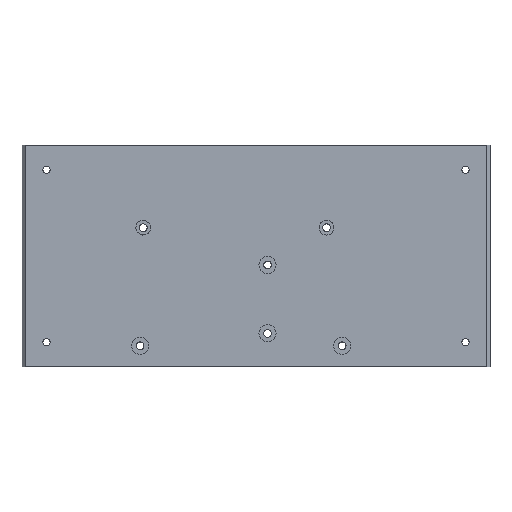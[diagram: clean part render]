
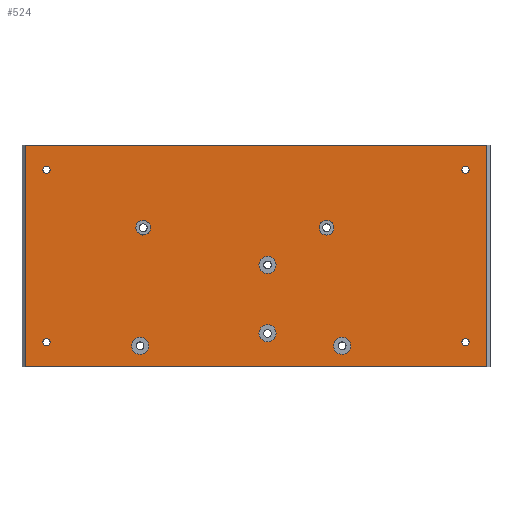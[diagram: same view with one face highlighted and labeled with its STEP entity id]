
A CAD part, top view. The second image highlights one B-rep face of the part: STEP entity #524.
In plain terms, the highlighted face is planar.
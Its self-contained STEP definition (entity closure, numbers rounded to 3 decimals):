
#20=FACE_BOUND('',#95,.T.);
#21=FACE_BOUND('',#96,.T.);
#22=FACE_BOUND('',#97,.T.);
#23=FACE_BOUND('',#98,.T.);
#24=FACE_BOUND('',#99,.T.);
#25=FACE_BOUND('',#100,.T.);
#26=FACE_BOUND('',#101,.T.);
#27=FACE_BOUND('',#102,.T.);
#28=FACE_BOUND('',#103,.T.);
#29=FACE_BOUND('',#104,.T.);
#46=PLANE('',#574);
#62=FACE_OUTER_BOUND('',#94,.T.);
#94=EDGE_LOOP('',(#376,#377,#378,#379));
#95=EDGE_LOOP('',(#380));
#96=EDGE_LOOP('',(#381));
#97=EDGE_LOOP('',(#382));
#98=EDGE_LOOP('',(#383));
#99=EDGE_LOOP('',(#384));
#100=EDGE_LOOP('',(#385));
#101=EDGE_LOOP('',(#386));
#102=EDGE_LOOP('',(#387));
#103=EDGE_LOOP('',(#388,#389));
#104=EDGE_LOOP('',(#390));
#149=LINE('',#822,#184);
#150=LINE('',#824,#185);
#151=LINE('',#826,#186);
#152=LINE('',#827,#187);
#184=VECTOR('',#655,10.);
#185=VECTOR('',#656,10.);
#186=VECTOR('',#657,10.);
#187=VECTOR('',#658,10.);
#220=CIRCLE('',#572,3.);
#221=CIRCLE('',#575,3.5);
#222=CIRCLE('',#576,3.5);
#223=CIRCLE('',#577,1.5);
#224=CIRCLE('',#578,1.5);
#225=CIRCLE('',#579,1.5);
#226=CIRCLE('',#580,1.5);
#227=CIRCLE('',#581,3.5);
#228=CIRCLE('',#582,3.5);
#229=CIRCLE('',#583,0.4);
#230=CIRCLE('',#584,3.);
#254=VERTEX_POINT('',#815);
#255=VERTEX_POINT('',#820);
#256=VERTEX_POINT('',#821);
#257=VERTEX_POINT('',#823);
#258=VERTEX_POINT('',#825);
#259=VERTEX_POINT('',#828);
#260=VERTEX_POINT('',#830);
#261=VERTEX_POINT('',#832);
#262=VERTEX_POINT('',#834);
#263=VERTEX_POINT('',#836);
#264=VERTEX_POINT('',#838);
#265=VERTEX_POINT('',#840);
#266=VERTEX_POINT('',#842);
#267=VERTEX_POINT('',#844);
#268=VERTEX_POINT('',#845);
#302=EDGE_CURVE('',#254,#254,#220,.T.);
#303=EDGE_CURVE('',#255,#256,#149,.T.);
#304=EDGE_CURVE('',#255,#257,#150,.T.);
#305=EDGE_CURVE('',#257,#258,#151,.T.);
#306=EDGE_CURVE('',#258,#256,#152,.T.);
#307=EDGE_CURVE('',#259,#259,#221,.T.);
#308=EDGE_CURVE('',#260,#260,#222,.T.);
#309=EDGE_CURVE('',#261,#261,#223,.T.);
#310=EDGE_CURVE('',#262,#262,#224,.T.);
#311=EDGE_CURVE('',#263,#263,#225,.T.);
#312=EDGE_CURVE('',#264,#264,#226,.T.);
#313=EDGE_CURVE('',#265,#265,#227,.T.);
#314=EDGE_CURVE('',#266,#266,#228,.T.);
#315=EDGE_CURVE('',#267,#268,#229,.T.);
#316=EDGE_CURVE('',#268,#267,#230,.T.);
#376=ORIENTED_EDGE('',*,*,#303,.F.);
#377=ORIENTED_EDGE('',*,*,#304,.T.);
#378=ORIENTED_EDGE('',*,*,#305,.T.);
#379=ORIENTED_EDGE('',*,*,#306,.T.);
#380=ORIENTED_EDGE('',*,*,#307,.T.);
#381=ORIENTED_EDGE('',*,*,#308,.T.);
#382=ORIENTED_EDGE('',*,*,#309,.T.);
#383=ORIENTED_EDGE('',*,*,#310,.T.);
#384=ORIENTED_EDGE('',*,*,#311,.T.);
#385=ORIENTED_EDGE('',*,*,#312,.T.);
#386=ORIENTED_EDGE('',*,*,#313,.T.);
#387=ORIENTED_EDGE('',*,*,#314,.T.);
#388=ORIENTED_EDGE('',*,*,#315,.T.);
#389=ORIENTED_EDGE('',*,*,#316,.T.);
#390=ORIENTED_EDGE('',*,*,#302,.T.);
#524=ADVANCED_FACE('',(#62,#20,#21,#22,#23,#24,#25,#26,#27,#28,#29),#46,
 .T.);
#572=AXIS2_PLACEMENT_3D('',#817,#649,#650);
#574=AXIS2_PLACEMENT_3D('',#819,#653,#654);
#575=AXIS2_PLACEMENT_3D('',#829,#659,#660);
#576=AXIS2_PLACEMENT_3D('',#831,#661,#662);
#577=AXIS2_PLACEMENT_3D('',#833,#663,#664);
#578=AXIS2_PLACEMENT_3D('',#835,#665,#666);
#579=AXIS2_PLACEMENT_3D('',#837,#667,#668);
#580=AXIS2_PLACEMENT_3D('',#839,#669,#670);
#581=AXIS2_PLACEMENT_3D('',#841,#671,#672);
#582=AXIS2_PLACEMENT_3D('',#843,#673,#674);
#583=AXIS2_PLACEMENT_3D('',#846,#675,#676);
#584=AXIS2_PLACEMENT_3D('',#847,#677,#678);
#649=DIRECTION('center_axis',(0.,0.,1.));
#650=DIRECTION('ref_axis',(1.,0.,0.));
#653=DIRECTION('center_axis',(0.,0.,-1.));
#654=DIRECTION('ref_axis',(-1.,0.,0.));
#655=DIRECTION('',(0.,-1.,0.));
#656=DIRECTION('',(1.,0.,0.));
#657=DIRECTION('',(0.,-1.,0.));
#658=DIRECTION('',(-1.,0.,0.));
#659=DIRECTION('center_axis',(0.,0.,1.));
#660=DIRECTION('ref_axis',(1.,0.,0.));
#661=DIRECTION('center_axis',(0.,0.,1.));
#662=DIRECTION('ref_axis',(1.,0.,0.));
#663=DIRECTION('center_axis',(0.,0.,1.));
#664=DIRECTION('ref_axis',(-1.,0.,0.));
#665=DIRECTION('center_axis',(0.,0.,1.));
#666=DIRECTION('ref_axis',(-1.,0.,0.));
#667=DIRECTION('center_axis',(0.,0.,1.));
#668=DIRECTION('ref_axis',(-1.,0.,0.));
#669=DIRECTION('center_axis',(0.,0.,1.));
#670=DIRECTION('ref_axis',(-1.,0.,0.));
#671=DIRECTION('center_axis',(0.,0.,1.));
#672=DIRECTION('ref_axis',(1.,0.,0.));
#673=DIRECTION('center_axis',(0.,0.,1.));
#674=DIRECTION('ref_axis',(1.,0.,0.));
#675=DIRECTION('center_axis',(0.,0.,-1.));
#676=DIRECTION('ref_axis',(1.,0.,0.));
#677=DIRECTION('center_axis',(0.,0.,1.));
#678=DIRECTION('ref_axis',(1.,0.,0.));
#815=CARTESIAN_POINT('',(25.847,-11.565,-2.5));
#817=CARTESIAN_POINT('Origin',(28.847,-11.565,-2.5));
#819=CARTESIAN_POINT('Origin',(0.,0.,-2.5));
#820=CARTESIAN_POINT('',(-94.318,45.245,-2.5));
#821=CARTESIAN_POINT('',(-94.318,-45.245,-2.5));
#822=CARTESIAN_POINT('',(-94.318,22.622,-2.5));
#823=CARTESIAN_POINT('',(94.318,45.245,-2.5));
#824=CARTESIAN_POINT('',(-95.585,45.245,-2.5));
#825=CARTESIAN_POINT('',(94.318,-45.245,-2.5));
#826=CARTESIAN_POINT('',(94.318,22.622,-2.5));
#827=CARTESIAN_POINT('',(95.585,-45.245,-2.5));
#828=CARTESIAN_POINT('',(31.697,36.695,-2.5));
#829=CARTESIAN_POINT('Origin',(35.197,36.695,-2.5));
#830=CARTESIAN_POINT('',(-50.853,36.695,-2.5));
#831=CARTESIAN_POINT('Origin',(-47.353,36.695,-2.5));
#832=CARTESIAN_POINT('',(-84.085,35.245,-2.5));
#833=CARTESIAN_POINT('Origin',(-85.585,35.245,-2.5));
#834=CARTESIAN_POINT('',(87.085,-35.245,-2.5));
#835=CARTESIAN_POINT('Origin',(85.585,-35.245,-2.5));
#836=CARTESIAN_POINT('',(-84.085,-35.245,-2.5));
#837=CARTESIAN_POINT('Origin',(-85.585,-35.245,-2.5));
#838=CARTESIAN_POINT('',(87.085,35.245,-2.5));
#839=CARTESIAN_POINT('Origin',(85.585,35.245,-2.5));
#840=CARTESIAN_POINT('',(1.217,3.675,-2.5));
#841=CARTESIAN_POINT('Origin',(4.717,3.675,-2.5));
#842=CARTESIAN_POINT('',(1.217,31.615,-2.5));
#843=CARTESIAN_POINT('Origin',(4.717,31.615,-2.5));
#844=CARTESIAN_POINT('',(-45.432,-8.636,-2.5));
#845=CARTESIAN_POINT('',(-45.824,-8.576,-2.5));
#846=CARTESIAN_POINT('Origin',(-45.575,-8.263,-2.5));
#847=CARTESIAN_POINT('Origin',(-46.083,-11.565,-2.5));
